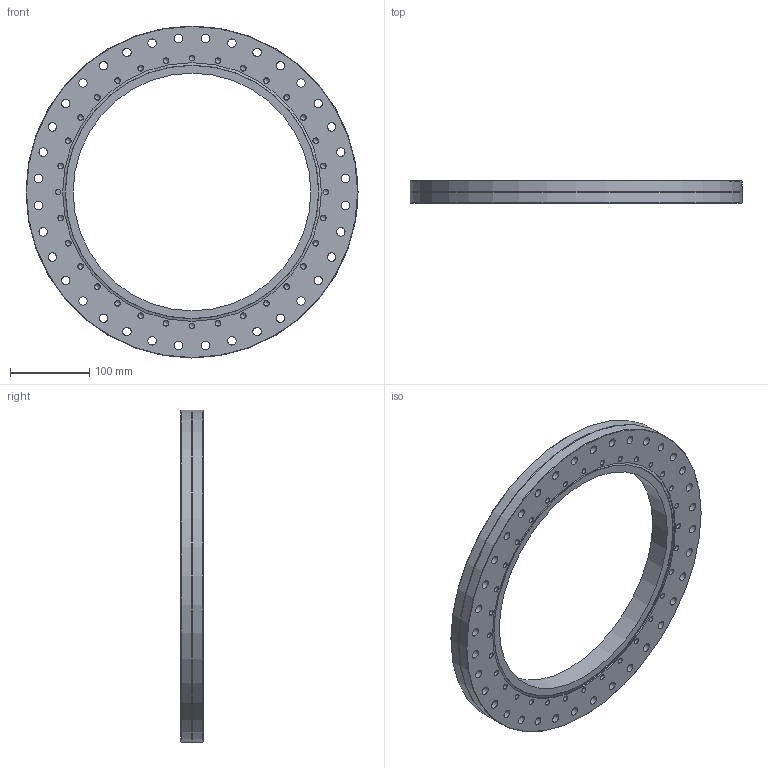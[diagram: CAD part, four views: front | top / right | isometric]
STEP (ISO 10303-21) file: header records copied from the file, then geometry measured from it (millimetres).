
FILE_DESCRIPTION(/* description */ (''),/* implementation_level */ '2;1');
FILE_NAME(/* name */ 'FL-Z350-300.stp',/* time_stamp */ '2023-10-25T15:27:24+01:00',/* author */ ('PaulJarvis'),/* organization */ (''),/* preprocessor_version */ 'ST-DEVELOPER v19.2',/* originating_system */ 'Autodesk Inventor 2023',/* authorisation */ '');
FILE_SCHEMA (('AUTOMOTIVE_DESIGN { 1 0 10303 214 3 1 1 }'));
Length unit declared in the file: millimetre
Products named in the file (1): FL-Z350-300
Bounding box: 419.1 x 28.5 x 419.1 mm (x, y, z)
Volume: 1745022.4 mm3; surface area: 239162.4 mm2
Topology: 1 solids, 1 shells, 279 faces, 776 edges, 509 vertices
Faces by surface type: cone 107, cylinder 83, bspline 53, plane 35, torus 1
Full cylindrical faces by diameter (mm): 6.647 x32, 10.6 x36, 300 x1, 326.4 x1, 377 x1, 419.1 x2
Entity records: 21599 total; most frequent: CARTESIAN_POINT 14530, ORIENTED_EDGE 1478, DIRECTION 1369, EDGE_CURVE 739, AXIS2_PLACEMENT_3D 545, VERTEX_POINT 502, EDGE_LOOP 393, CIRCLE 318
